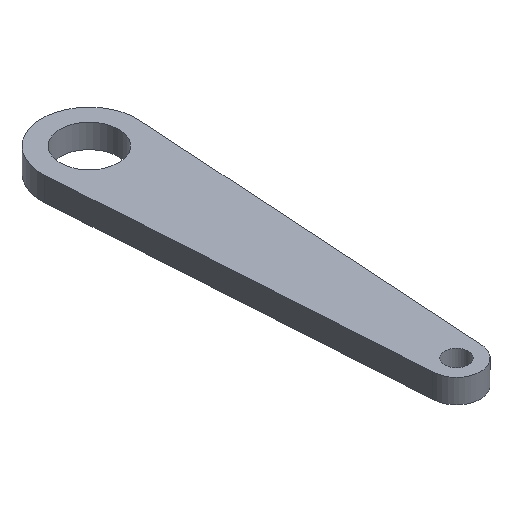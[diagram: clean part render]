
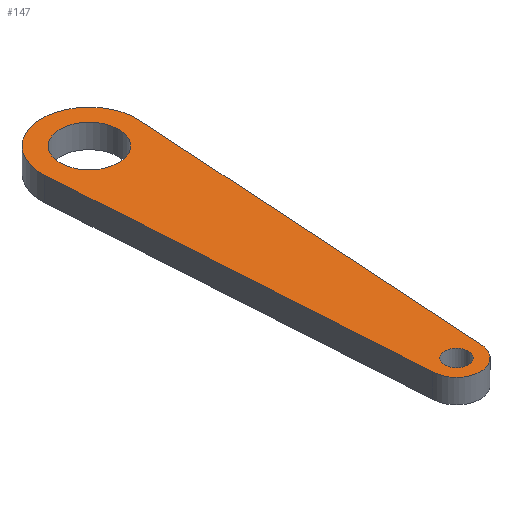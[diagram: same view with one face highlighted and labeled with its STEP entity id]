
A CAD part, isometric view. The second image highlights one B-rep face of the part: STEP entity #147.
In plain terms, the highlighted planar face has unit normal (0, 0, 1).
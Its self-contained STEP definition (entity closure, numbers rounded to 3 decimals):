
#15=FACE_BOUND('',#38,.T.);
#16=FACE_BOUND('',#39,.T.);
#21=PLANE('',#177);
#29=FACE_OUTER_BOUND('',#37,.T.);
#37=EDGE_LOOP('',(#125,#126,#127,#128));
#38=EDGE_LOOP('',(#129));
#39=EDGE_LOOP('',(#130));
#45=LINE('',#239,#55);
#50=LINE('',#253,#60);
#55=VECTOR('',#197,10.);
#60=VECTOR('',#210,10.);
#64=CIRCLE('',#165,2.45);
#66=CIRCLE('',#168,1.);
#67=CIRCLE('',#171,2.);
#69=CIRCLE('',#175,4.);
#72=VERTEX_POINT('',#227);
#74=VERTEX_POINT('',#233);
#75=VERTEX_POINT('',#237);
#76=VERTEX_POINT('',#238);
#79=VERTEX_POINT('',#246);
#81=VERTEX_POINT('',#252);
#85=EDGE_CURVE('',#72,#72,#64,.T.);
#88=EDGE_CURVE('',#74,#74,#66,.T.);
#89=EDGE_CURVE('',#75,#76,#45,.T.);
#93=EDGE_CURVE('',#75,#79,#67,.T.);
#96=EDGE_CURVE('',#79,#81,#50,.T.);
#99=EDGE_CURVE('',#81,#76,#69,.T.);
#125=ORIENTED_EDGE('',*,*,#99,.T.);
#126=ORIENTED_EDGE('',*,*,#89,.F.);
#127=ORIENTED_EDGE('',*,*,#93,.T.);
#128=ORIENTED_EDGE('',*,*,#96,.T.);
#129=ORIENTED_EDGE('',*,*,#88,.T.);
#130=ORIENTED_EDGE('',*,*,#85,.T.);
#147=ADVANCED_FACE('',(#29,#15,#16),#21,.T.);
#165=AXIS2_PLACEMENT_3D('',#229,#186,#187);
#168=AXIS2_PLACEMENT_3D('',#235,#193,#194);
#171=AXIS2_PLACEMENT_3D('',#247,#203,#204);
#175=AXIS2_PLACEMENT_3D('',#258,#215,#216);
#177=AXIS2_PLACEMENT_3D('',#260,#219,#220);
#186=DIRECTION('center_axis',(0.,0.,-1.));
#187=DIRECTION('ref_axis',(-1.,0.,0.));
#193=DIRECTION('center_axis',(0.,0.,-1.));
#194=DIRECTION('ref_axis',(-1.,0.,0.));
#197=DIRECTION('',(-0.065,0.998,0.));
#203=DIRECTION('center_axis',(0.,0.,1.));
#204=DIRECTION('ref_axis',(-1.,0.,0.));
#210=DIRECTION('',(0.065,0.998,0.));
#215=DIRECTION('center_axis',(0.,0.,1.));
#216=DIRECTION('ref_axis',(-1.,0.,0.));
#219=DIRECTION('center_axis',(0.,0.,1.));
#220=DIRECTION('ref_axis',(-1.,0.,0.));
#227=CARTESIAN_POINT('',(58.2,11.85,34.5));
#229=CARTESIAN_POINT('Origin',(55.75,11.85,34.5));
#233=CARTESIAN_POINT('',(56.75,-19.,34.5));
#235=CARTESIAN_POINT('Origin',(55.75,-19.,34.5));
#237=CARTESIAN_POINT('',(53.75,-18.998,34.5));
#238=CARTESIAN_POINT('',(51.758,11.59,34.5));
#239=CARTESIAN_POINT('',(53.75,-18.998,34.5));
#246=CARTESIAN_POINT('',(57.75,-19.,34.5));
#247=CARTESIAN_POINT('Origin',(55.75,-19.,34.5));
#252=CARTESIAN_POINT('',(59.742,11.59,34.5));
#253=CARTESIAN_POINT('',(57.75,-19.,34.5));
#258=CARTESIAN_POINT('Origin',(55.75,11.85,34.5));
#260=CARTESIAN_POINT('Origin',(55.75,11.85,34.5));
